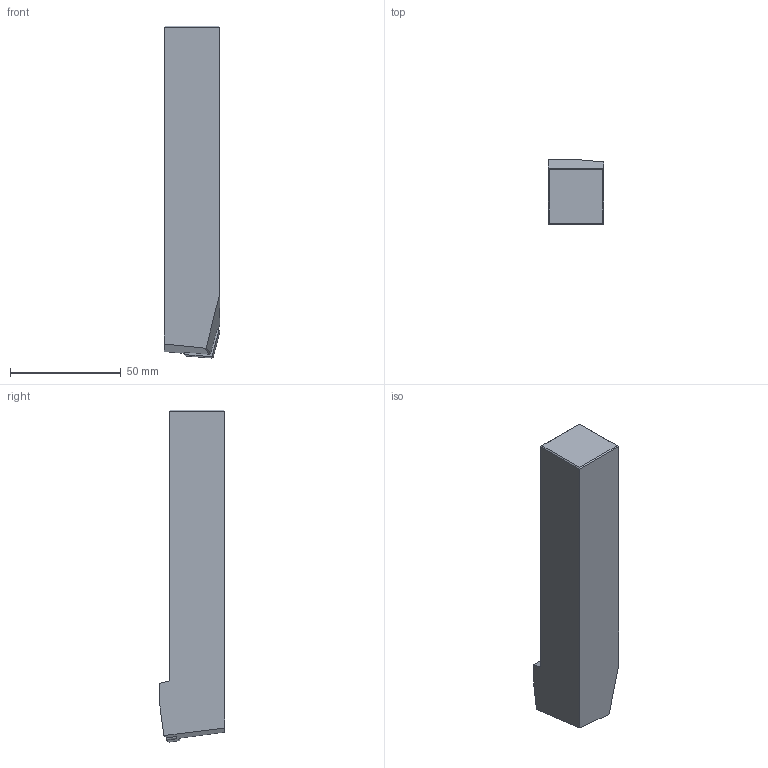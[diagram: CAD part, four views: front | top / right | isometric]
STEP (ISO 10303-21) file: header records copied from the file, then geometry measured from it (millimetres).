
FILE_DESCRIPTION((''),'2;1');
FILE_NAME('70501025_ASM','2018-08-29T15:52:04',('piechottad'),(''),'CREO PARAMETRIC BY PTC INC, 2017380','CREO PARAMETRIC BY PTC INC, 2017380','');
FILE_SCHEMA(('AUTOMOTIVE_DESIGN { 1 0 10303 214 1 1 1 1 }'));
Length unit declared in the file: millimetre
Products named in the file (3): 70501025NC; 70501025C; 70501025_ASM
Assembly tree (2 placements, depth 2):
  70501025_ASM
    70501025NC
    70501025C
Bounding box: 25.09 x 29.5 x 149.92 mm (x, y, z)
Volume: 91981.6 mm3; surface area: 16495.9 mm2
Topology: 2 solids, 2 shells, 34 faces, 92 edges, 62 vertices
Faces by surface type: plane 24, cylinder 6, torus 2, cone 2
Entity records: 2593 total; most frequent: DIRECTION 262, CARTESIAN_POINT 231, ORIENTED_EDGE 164, PROPERTY_DEFINITION 151, REPRESENTATION 149, PROPERTY_DEFINITION_REPRESENTATION 149, PRESENTATION_STYLE_ASSIGNMENT 134, STYLED_ITEM 134
